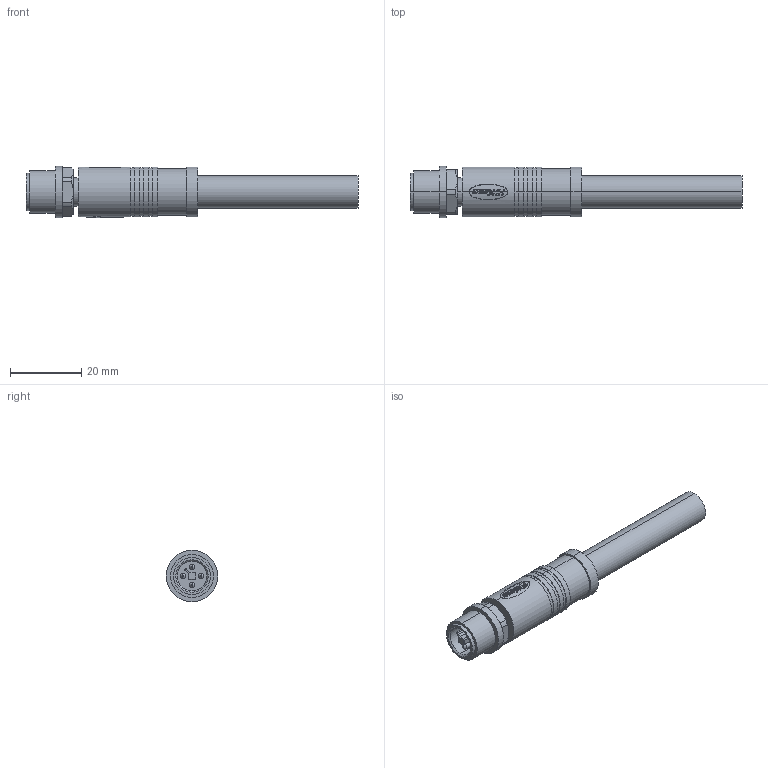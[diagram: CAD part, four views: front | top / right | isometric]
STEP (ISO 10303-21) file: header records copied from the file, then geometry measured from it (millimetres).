
FILE_DESCRIPTION (( 'STEP AP203' ), '1' );
FILE_NAME ('P127.STEP', '2020-03-31T03:45:17', ( 'edpusr' ), ( 'Microsoft' ), 'SwSTEP 2.0', 'SolidWorks 2015', '' );
FILE_SCHEMA (( 'CONFIG_CONTROL_DESIGN' ));
Length unit declared in the file: millimetre
Products named in the file (1): P127
Bounding box: 93.1 x 14.5 x 14.5 mm (x, y, z)
Volume: 9131 mm3; surface area: 4365.3 mm2
Topology: 1 solids, 1 shells, 352 faces, 961 edges, 632 vertices
Faces by surface type: bspline 181, cylinder 89, plane 66, cone 16
Entity records: 16307 total; most frequent: CARTESIAN_POINT 8634, ORIENTED_EDGE 1922, DIRECTION 1000, EDGE_CURVE 961, VERTEX_POINT 632, B_SPLINE_CURVE_WITH_KNOTS 428, LINE 384, VECTOR 384
